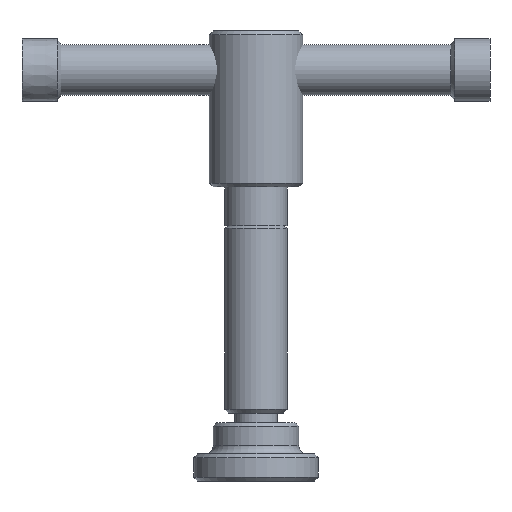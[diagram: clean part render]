
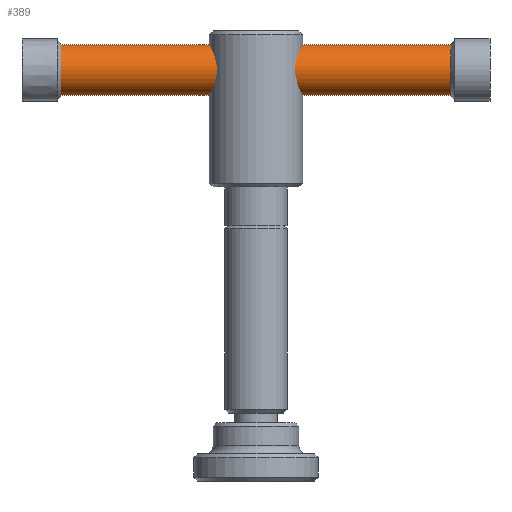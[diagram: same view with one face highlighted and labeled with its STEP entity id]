
A CAD part, front view. The second image highlights one B-rep face of the part: STEP entity #389.
In plain terms, the highlighted cylindrical face has radius 6.5 mm (diameter 13 mm), a partial arc.
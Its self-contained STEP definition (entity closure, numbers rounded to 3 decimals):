
#389=ADVANCED_FACE('',(#1022),#1023,.T.);
#533=VERTEX_POINT('',#1191);
#633=EDGE_CURVE('',#533,#671,#1305,.T.);
#671=VERTEX_POINT('',#1345);
#717=VERTEX_POINT('',#1396);
#721=VERTEX_POINT('',#1400);
#743=EDGE_CURVE('',#721,#717,#1423,.T.);
#789=EDGE_CURVE('',#671,#717,#1473,.T.);
#791=EDGE_CURVE('',#721,#533,#1475,.T.);
#1022=FACE_OUTER_BOUND('',#1734,.T.);
#1023=CYLINDRICAL_SURFACE('',#1735,6.5);
#1191=CARTESIAN_POINT('',(50.0,0.0,111.9));
#1305=CIRCLE('',#2091,6.5);
#1345=CARTESIAN_POINT('',(50.0,0.,98.9));
#1396=CARTESIAN_POINT('',(-50.0,0.,98.9));
#1400=CARTESIAN_POINT('',(-50.0,0.0,111.9));
#1423=CIRCLE('',#2248,6.5);
#1473=LINE('',#2318,#2319);
#1475=LINE('',#2322,#2323);
#1734=EDGE_LOOP('',(#2646,#2647,#2648,#2649));
#1735=AXIS2_PLACEMENT_3D('',#2650,#2651,#2652);
#2091=AXIS2_PLACEMENT_3D('',#3042,#3043,#3044);
#2248=AXIS2_PLACEMENT_3D('',#3171,#3172,#3173);
#2318=CARTESIAN_POINT('',(0.0,0.,98.9));
#2319=VECTOR('',#3230,1.0);
#2322=CARTESIAN_POINT('',(0.0,0.,111.9));
#2323=VECTOR('',#3231,1.0);
#2646=ORIENTED_EDGE('',*,*,#791,.F.);
#2647=ORIENTED_EDGE('',*,*,#743,.T.);
#2648=ORIENTED_EDGE('',*,*,#789,.F.);
#2649=ORIENTED_EDGE('',*,*,#633,.F.);
#2650=CARTESIAN_POINT('',(0.0,0.0,105.4));
#2651=DIRECTION('',(-1.0,-0.0,0.0));
#2652=DIRECTION('',(0.0,0.0,1.0));
#3042=CARTESIAN_POINT('',(50.0,0.0,105.4));
#3043=DIRECTION('',(1.0,0.0,-0.0));
#3044=DIRECTION('',(0.0,0.0,1.0));
#3171=CARTESIAN_POINT('',(-50.0,0.0,105.4));
#3172=DIRECTION('',(1.0,0.0,-0.0));
#3173=DIRECTION('',(0.0,0.0,1.0));
#3230=DIRECTION('',(-1.0,-0.0,-0.0));
#3231=DIRECTION('',(1.0,0.0,0.0));
